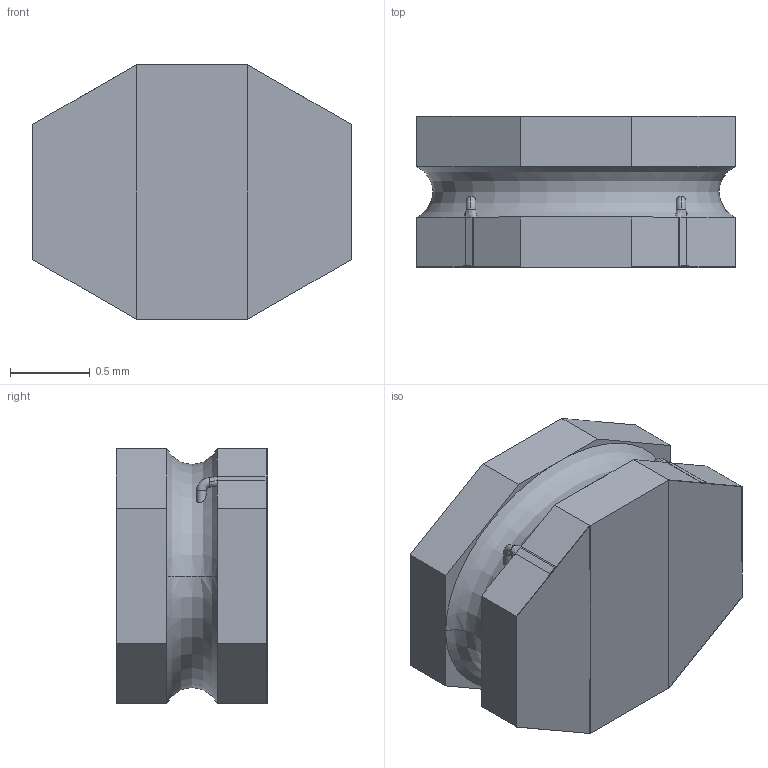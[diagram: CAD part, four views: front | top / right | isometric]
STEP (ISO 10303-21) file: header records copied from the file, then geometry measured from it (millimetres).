
FILE_DESCRIPTION (( 'STEP AP214' ), '1' );
FILE_NAME ('VLS201610ET-100M.STEP', '2022-02-22T10:00:59', ( '' ), ( '' ), 'SwSTEP 2.0', 'SolidWorks 2017', '' );
FILE_SCHEMA (( 'AUTOMOTIVE_DESIGN' ));
Length unit declared in the file: millimetre
Products named in the file (1): VLS201610ET-100M
Bounding box: 2 x 0.95 x 1.6 mm (x, y, z)
Volume: 2.4 mm3; surface area: 25.3 mm2
Topology: 7 solids, 7 shells, 76 faces, 174 edges, 112 vertices
Faces by surface type: plane 48, cylinder 16, bspline 8, torus 4
Entity records: 2844 total; most frequent: CARTESIAN_POINT 1037, ORIENTED_EDGE 348, DIRECTION 322, EDGE_CURVE 174, VECTOR 116, LINE 116, VERTEX_POINT 112, AXIS2_PLACEMENT_3D 103
